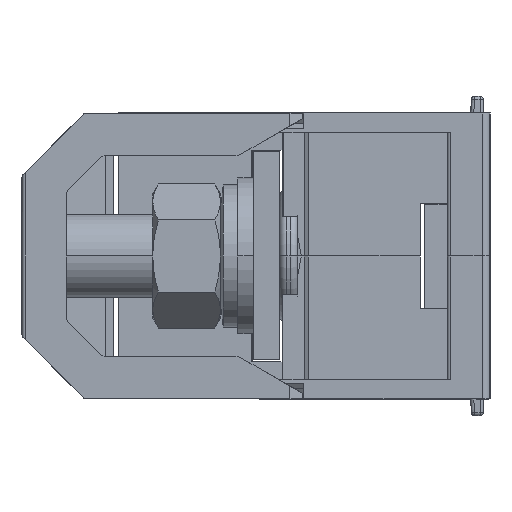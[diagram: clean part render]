
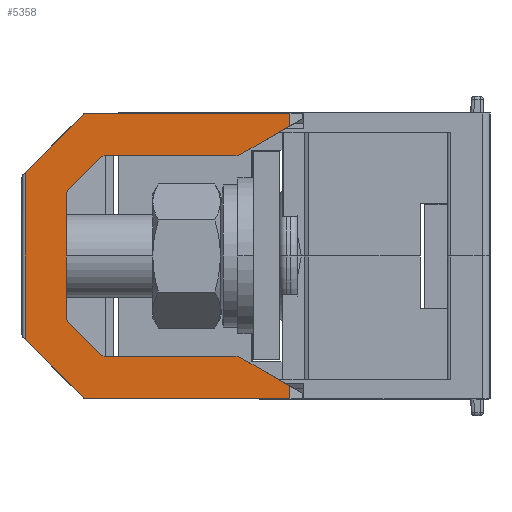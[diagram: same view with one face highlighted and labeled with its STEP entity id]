
A CAD part, left-side view. The second image highlights one B-rep face of the part: STEP entity #5358.
In plain terms, the highlighted planar face has unit normal (-1, 0, 0).
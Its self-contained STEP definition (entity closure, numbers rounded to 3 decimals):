
#4193=PLANE('',#31906);
#5358=ADVANCED_FACE('',(#7188),#4193,.T.);
#7188=FACE_OUTER_BOUND('',#8604,.T.);
#8604=EDGE_LOOP('',(#13129,#13130,#13131,#13132,#13133,#13134,#13135,#13136,
#13137,#13138,#13139,#13140,#13141,#13142,#13143,#13144,#13145,#13146,#13147,
#13148,#13149,#13150));
#10060=CIRCLE('',#31898,0.8);
#10061=CIRCLE('',#31899,1.5);
#10062=CIRCLE('',#31900,1.5);
#10063=CIRCLE('',#31901,1.5);
#10064=CIRCLE('',#31902,1.5);
#10065=CIRCLE('',#31903,1.5);
#10066=CIRCLE('',#31904,1.5);
#10067=CIRCLE('',#31905,0.8);
#13129=ORIENTED_EDGE('',*,*,#22619,.T.);
#13130=ORIENTED_EDGE('',*,*,#22620,.F.);
#13131=ORIENTED_EDGE('',*,*,#22621,.T.);
#13132=ORIENTED_EDGE('',*,*,#22622,.F.);
#13133=ORIENTED_EDGE('',*,*,#22623,.T.);
#13134=ORIENTED_EDGE('',*,*,#22624,.F.);
#13135=ORIENTED_EDGE('',*,*,#22625,.T.);
#13136=ORIENTED_EDGE('',*,*,#22626,.T.);
#13137=ORIENTED_EDGE('',*,*,#22627,.T.);
#13138=ORIENTED_EDGE('',*,*,#22628,.T.);
#13139=ORIENTED_EDGE('',*,*,#22629,.T.);
#13140=ORIENTED_EDGE('',*,*,#22630,.T.);
#13141=ORIENTED_EDGE('',*,*,#22631,.T.);
#13142=ORIENTED_EDGE('',*,*,#22632,.F.);
#13143=ORIENTED_EDGE('',*,*,#22633,.T.);
#13144=ORIENTED_EDGE('',*,*,#22634,.F.);
#13145=ORIENTED_EDGE('',*,*,#22635,.T.);
#13146=ORIENTED_EDGE('',*,*,#22594,.F.);
#13147=ORIENTED_EDGE('',*,*,#22636,.T.);
#13148=ORIENTED_EDGE('',*,*,#22637,.F.);
#13149=ORIENTED_EDGE('',*,*,#22638,.T.);
#13150=ORIENTED_EDGE('',*,*,#22615,.F.);
#19468=VERTEX_POINT('',#44625);
#19469=VERTEX_POINT('',#44627);
#19484=VERTEX_POINT('',#44662);
#19487=VERTEX_POINT('',#44668);
#19490=VERTEX_POINT('',#44678);
#19491=VERTEX_POINT('',#44680);
#19492=VERTEX_POINT('',#44682);
#19493=VERTEX_POINT('',#44684);
#19494=VERTEX_POINT('',#44686);
#19495=VERTEX_POINT('',#44688);
#19496=VERTEX_POINT('',#44690);
#19497=VERTEX_POINT('',#44692);
#19498=VERTEX_POINT('',#44694);
#19499=VERTEX_POINT('',#44696);
#19500=VERTEX_POINT('',#44698);
#19501=VERTEX_POINT('',#44700);
#19502=VERTEX_POINT('',#44702);
#19503=VERTEX_POINT('',#44704);
#19504=VERTEX_POINT('',#44706);
#19505=VERTEX_POINT('',#44708);
#19506=VERTEX_POINT('',#44711);
#19507=VERTEX_POINT('',#44713);
#22594=EDGE_CURVE('',#19468,#19469,#25984,.T.);
#22615=EDGE_CURVE('',#19487,#19484,#25998,.T.);
#22619=EDGE_CURVE('',#19487,#19490,#10060,.T.);
#22620=EDGE_CURVE('',#19491,#19490,#26002,.T.);
#22621=EDGE_CURVE('',#19491,#19492,#26003,.T.);
#22622=EDGE_CURVE('',#19493,#19492,#26004,.T.);
#22623=EDGE_CURVE('',#19493,#19494,#10061,.T.);
#22624=EDGE_CURVE('',#19495,#19494,#26005,.T.);
#22625=EDGE_CURVE('',#19495,#19496,#10062,.T.);
#22626=EDGE_CURVE('',#19496,#19497,#26006,.T.);
#22627=EDGE_CURVE('',#19497,#19498,#10063,.T.);
#22628=EDGE_CURVE('',#19498,#19499,#26007,.T.);
#22629=EDGE_CURVE('',#19499,#19500,#10064,.T.);
#22630=EDGE_CURVE('',#19500,#19501,#26008,.T.);
#22631=EDGE_CURVE('',#19501,#19502,#10065,.T.);
#22632=EDGE_CURVE('',#19503,#19502,#26009,.T.);
#22633=EDGE_CURVE('',#19503,#19504,#10066,.T.);
#22634=EDGE_CURVE('',#19505,#19504,#26010,.T.);
#22635=EDGE_CURVE('',#19505,#19469,#26011,.T.);
#22636=EDGE_CURVE('',#19468,#19506,#10067,.T.);
#22637=EDGE_CURVE('',#19507,#19506,#26012,.T.);
#22638=EDGE_CURVE('',#19507,#19484,#26013,.T.);
#25984=LINE('',#44626,#28786);
#25998=LINE('',#44669,#28800);
#26002=LINE('',#44679,#28804);
#26003=LINE('',#44681,#28805);
#26004=LINE('',#44683,#28806);
#26005=LINE('',#44687,#28807);
#26006=LINE('',#44691,#28808);
#26007=LINE('',#44695,#28809);
#26008=LINE('',#44699,#28810);
#26009=LINE('',#44703,#28811);
#26010=LINE('',#44707,#28812);
#26011=LINE('',#44709,#28813);
#26012=LINE('',#44712,#28814);
#26013=LINE('',#44714,#28815);
#28786=VECTOR('',#35895,1.);
#28800=VECTOR('',#35929,1.);
#28804=VECTOR('',#35939,1.);
#28805=VECTOR('',#35940,1.);
#28806=VECTOR('',#35941,1.);
#28807=VECTOR('',#35944,1.);
#28808=VECTOR('',#35947,1.);
#28809=VECTOR('',#35950,1.);
#28810=VECTOR('',#35953,1.);
#28811=VECTOR('',#35956,1.);
#28812=VECTOR('',#35959,1.);
#28813=VECTOR('',#35960,1.);
#28814=VECTOR('',#35963,1.);
#28815=VECTOR('',#35964,1.);
#31898=AXIS2_PLACEMENT_3D('',#44677,#35937,#35938);
#31899=AXIS2_PLACEMENT_3D('',#44685,#35942,#35943);
#31900=AXIS2_PLACEMENT_3D('',#44689,#35945,#35946);
#31901=AXIS2_PLACEMENT_3D('',#44693,#35948,#35949);
#31902=AXIS2_PLACEMENT_3D('',#44697,#35951,#35952);
#31903=AXIS2_PLACEMENT_3D('',#44701,#35954,#35955);
#31904=AXIS2_PLACEMENT_3D('',#44705,#35957,#35958);
#31905=AXIS2_PLACEMENT_3D('',#44710,#35961,#35962);
#31906=AXIS2_PLACEMENT_3D('',#44715,#35965,#35966);
#35895=DIRECTION('',(0.,-1.,0.));
#35929=DIRECTION('',(0.,0.707,0.707));
#35937=DIRECTION('',(-1.,0.,0.));
#35938=DIRECTION('',(0.,0.707,-0.707));
#35939=DIRECTION('',(0.,1.,0.));
#35940=DIRECTION('',(0.,0.,1.));
#35941=DIRECTION('',(0.,-0.866,-0.5));
#35942=DIRECTION('',(-1.,0.,0.));
#35943=DIRECTION('',(0.,-0.5,0.866));
#35944=DIRECTION('',(0.,-1.,0.));
#35945=DIRECTION('',(1.,0.,0.));
#35946=DIRECTION('',(0.,0.,-1.));
#35947=DIRECTION('',(0.,0.707,0.707));
#35948=DIRECTION('',(1.,0.,0.));
#35949=DIRECTION('',(0.,0.707,-0.707));
#35950=DIRECTION('',(0.,0.,1.));
#35951=DIRECTION('',(1.,0.,0.));
#35952=DIRECTION('',(0.,1.,0.));
#35953=DIRECTION('',(0.,-0.707,0.707));
#35954=DIRECTION('',(1.,0.,0.));
#35955=DIRECTION('',(0.,0.707,0.707));
#35956=DIRECTION('',(0.,1.,0.));
#35957=DIRECTION('',(-1.,0.,0.));
#35958=DIRECTION('',(0.,0.,-1.));
#35959=DIRECTION('',(0.,0.866,-0.5));
#35960=DIRECTION('',(0.,0.,1.));
#35961=DIRECTION('',(-1.,0.,0.));
#35962=DIRECTION('',(0.,0.,1.));
#35963=DIRECTION('',(0.,-0.707,0.707));
#35964=DIRECTION('',(0.,0.,-1.));
#35965=DIRECTION('',(-1.,0.,0.));
#35966=DIRECTION('',(0.,-1.,0.));
#44625=CARTESIAN_POINT('',(-139.,71.669,54.95));
#44626=CARTESIAN_POINT('',(-139.,71.669,54.95));
#44627=CARTESIAN_POINT('',(-139.,32.526,54.95));
#44662=CARTESIAN_POINT('',(-139.,83.4,11.45));
#44668=CARTESIAN_POINT('',(-139.,72.234,0.284));
#44669=CARTESIAN_POINT('',(-139.,72.234,0.284));
#44677=CARTESIAN_POINT('',(-139.,71.669,0.85));
#44678=CARTESIAN_POINT('',(-139.,71.669,0.05));
#44679=CARTESIAN_POINT('',(-139.,32.526,0.05));
#44680=CARTESIAN_POINT('',(-139.,32.526,0.05));
#44681=CARTESIAN_POINT('',(-139.,32.526,0.05));
#44682=CARTESIAN_POINT('',(-139.,32.526,2.509));
#44683=CARTESIAN_POINT('',(-139.,42.123,8.049));
#44684=CARTESIAN_POINT('',(-139.,42.123,8.049));
#44685=CARTESIAN_POINT('',(-139.,42.873,6.75));
#44686=CARTESIAN_POINT('',(-139.,42.873,8.25));
#44687=CARTESIAN_POINT('',(-139.,67.982,8.25));
#44688=CARTESIAN_POINT('',(-139.,67.982,8.25));
#44689=CARTESIAN_POINT('',(-139.,67.982,9.75));
#44690=CARTESIAN_POINT('',(-139.,69.043,8.689));
#44691=CARTESIAN_POINT('',(-139.,69.043,8.689));
#44692=CARTESIAN_POINT('',(-139.,75.061,14.707));
#44693=CARTESIAN_POINT('',(-139.,74.,15.768));
#44694=CARTESIAN_POINT('',(-139.,75.5,15.768));
#44695=CARTESIAN_POINT('',(-139.,75.5,15.768));
#44696=CARTESIAN_POINT('',(-139.,75.5,39.232));
#44697=CARTESIAN_POINT('',(-139.,74.,39.232));
#44698=CARTESIAN_POINT('',(-139.,75.061,40.293));
#44699=CARTESIAN_POINT('',(-139.,75.061,40.293));
#44700=CARTESIAN_POINT('',(-139.,69.043,46.311));
#44701=CARTESIAN_POINT('',(-139.,67.982,45.25));
#44702=CARTESIAN_POINT('',(-139.,67.982,46.75));
#44703=CARTESIAN_POINT('',(-139.,42.873,46.75));
#44704=CARTESIAN_POINT('',(-139.,42.873,46.75));
#44705=CARTESIAN_POINT('',(-139.,42.873,48.25));
#44706=CARTESIAN_POINT('',(-139.,42.123,46.951));
#44707=CARTESIAN_POINT('',(-139.,32.526,52.491));
#44708=CARTESIAN_POINT('',(-139.,32.526,52.491));
#44709=CARTESIAN_POINT('',(-139.,32.526,52.491));
#44710=CARTESIAN_POINT('',(-139.,71.669,54.15));
#44711=CARTESIAN_POINT('',(-139.,72.234,54.716));
#44712=CARTESIAN_POINT('',(-139.,83.4,43.55));
#44713=CARTESIAN_POINT('',(-139.,83.4,43.55));
#44714=CARTESIAN_POINT('',(-139.,83.4,43.55));
#44715=CARTESIAN_POINT('',(-139.,30.,54.95));
